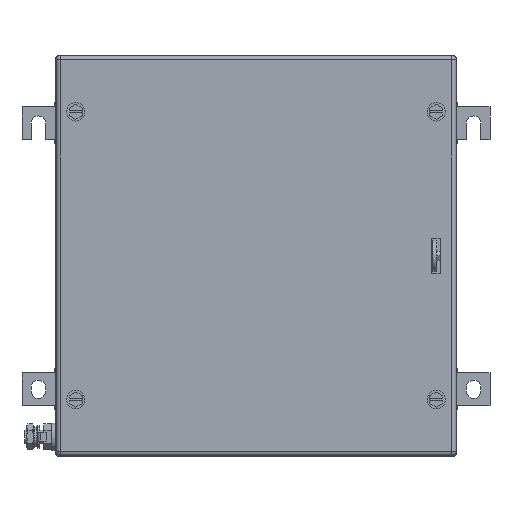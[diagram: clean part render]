
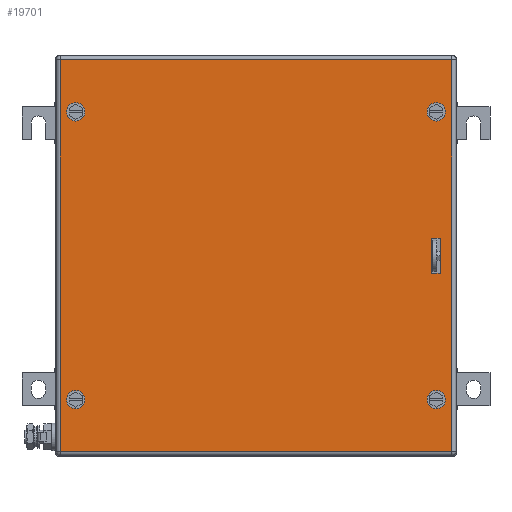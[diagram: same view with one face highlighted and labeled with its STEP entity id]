
A CAD part, top view. The second image highlights one B-rep face of the part: STEP entity #19701.
In plain terms, the highlighted planar face has unit normal (0, 0, 1).
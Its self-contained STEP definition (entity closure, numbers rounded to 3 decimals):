
#19541=AXIS2_PLACEMENT_3D('Circle Axis2P3D',#19539,#19540,$) ;
#19568=AXIS2_PLACEMENT_3D('Plane Axis2P3D',#19565,#19566,#19567) ;
#19606=AXIS2_PLACEMENT_3D('Circle Axis2P3D',#19604,#19605,$) ;
#19615=AXIS2_PLACEMENT_3D('Circle Axis2P3D',#19613,#19614,$) ;
#19624=AXIS2_PLACEMENT_3D('Circle Axis2P3D',#19622,#19623,$) ;
#19633=AXIS2_PLACEMENT_3D('Circle Axis2P3D',#19631,#19632,$) ;
#19642=AXIS2_PLACEMENT_3D('Circle Axis2P3D',#19640,#19641,$) ;
#19651=AXIS2_PLACEMENT_3D('Circle Axis2P3D',#19649,#19650,$) ;
#19660=AXIS2_PLACEMENT_3D('Circle Axis2P3D',#19658,#19659,$) ;
#19536=CARTESIAN_POINT('Vertex',(44.5,262.75,203.5)) ;
#19539=CARTESIAN_POINT('Axis2P3D Location',(41.,262.75,203.5)) ;
#19543=CARTESIAN_POINT('Vertex',(37.5,262.75,203.5)) ;
#19565=CARTESIAN_POINT('Axis2P3D Location',(178.5,153.,203.5)) ;
#19570=CARTESIAN_POINT('Line Origine',(178.5,302.5,203.5)) ;
#19574=CARTESIAN_POINT('Vertex',(328.,302.5,203.5)) ;
#19576=CARTESIAN_POINT('Vertex',(29.,302.5,203.5)) ;
#19579=CARTESIAN_POINT('Line Origine',(29.,153.,203.5)) ;
#19583=CARTESIAN_POINT('Vertex',(29.,3.5,203.5)) ;
#19586=CARTESIAN_POINT('Line Origine',(178.5,3.5,203.5)) ;
#19590=CARTESIAN_POINT('Vertex',(328.,3.5,203.5)) ;
#19593=CARTESIAN_POINT('Line Origine',(328.,153.,203.5)) ;
#19604=CARTESIAN_POINT('Axis2P3D Location',(41.,262.75,203.5)) ;
#19613=CARTESIAN_POINT('Axis2P3D Location',(41.,43.25,203.5)) ;
#19617=CARTESIAN_POINT('Vertex',(37.5,43.25,203.5)) ;
#19619=CARTESIAN_POINT('Vertex',(44.5,43.25,203.5)) ;
#19622=CARTESIAN_POINT('Axis2P3D Location',(41.,43.25,203.5)) ;
#19631=CARTESIAN_POINT('Axis2P3D Location',(316.,43.25,203.5)) ;
#19635=CARTESIAN_POINT('Vertex',(319.5,43.25,203.5)) ;
#19637=CARTESIAN_POINT('Vertex',(312.5,43.25,203.5)) ;
#19640=CARTESIAN_POINT('Axis2P3D Location',(316.,43.25,203.5)) ;
#19649=CARTESIAN_POINT('Axis2P3D Location',(316.,262.75,203.5)) ;
#19653=CARTESIAN_POINT('Vertex',(319.5,262.75,203.5)) ;
#19655=CARTESIAN_POINT('Vertex',(312.5,262.75,203.5)) ;
#19658=CARTESIAN_POINT('Axis2P3D Location',(316.,262.75,203.5)) ;
#19667=CARTESIAN_POINT('Line Origine',(315.75,139.5,203.5)) ;
#19671=CARTESIAN_POINT('Vertex',(319.,139.5,203.5)) ;
#19673=CARTESIAN_POINT('Vertex',(312.5,139.5,203.5)) ;
#19676=CARTESIAN_POINT('Line Origine',(312.5,153.,203.5)) ;
#19680=CARTESIAN_POINT('Vertex',(312.5,166.5,203.5)) ;
#19683=CARTESIAN_POINT('Line Origine',(315.75,166.5,203.5)) ;
#19687=CARTESIAN_POINT('Vertex',(319.,166.5,203.5)) ;
#19690=CARTESIAN_POINT('Line Origine',(319.,153.,203.5)) ;
#19540=DIRECTION('Axis2P3D Direction',(0.,0.,1.)) ;
#19566=DIRECTION('Axis2P3D Direction',(0.,0.,1.)) ;
#19567=DIRECTION('Axis2P3D XDirection',(1.,0.,0.)) ;
#19571=DIRECTION('Vector Direction',(1.,0.,0.)) ;
#19580=DIRECTION('Vector Direction',(0.,-1.,0.)) ;
#19587=DIRECTION('Vector Direction',(1.,0.,0.)) ;
#19594=DIRECTION('Vector Direction',(0.,1.,0.)) ;
#19605=DIRECTION('Axis2P3D Direction',(0.,0.,1.)) ;
#19614=DIRECTION('Axis2P3D Direction',(0.,0.,1.)) ;
#19623=DIRECTION('Axis2P3D Direction',(0.,0.,1.)) ;
#19632=DIRECTION('Axis2P3D Direction',(0.,0.,1.)) ;
#19641=DIRECTION('Axis2P3D Direction',(0.,0.,1.)) ;
#19650=DIRECTION('Axis2P3D Direction',(0.,0.,1.)) ;
#19659=DIRECTION('Axis2P3D Direction',(0.,0.,1.)) ;
#19668=DIRECTION('Vector Direction',(-1.,0.,0.)) ;
#19677=DIRECTION('Vector Direction',(0.,1.,0.)) ;
#19684=DIRECTION('Vector Direction',(1.,0.,0.)) ;
#19691=DIRECTION('Vector Direction',(0.,-1.,0.)) ;
#19572=VECTOR('Line Direction',#19571,1.) ;
#19581=VECTOR('Line Direction',#19580,1.) ;
#19588=VECTOR('Line Direction',#19587,1.) ;
#19595=VECTOR('Line Direction',#19594,1.) ;
#19669=VECTOR('Line Direction',#19668,1.) ;
#19678=VECTOR('Line Direction',#19677,1.) ;
#19685=VECTOR('Line Direction',#19684,1.) ;
#19692=VECTOR('Line Direction',#19691,1.) ;
#19599=ORIENTED_EDGE('',*,*,#19578,.T.) ;
#19600=ORIENTED_EDGE('',*,*,#19585,.T.) ;
#19601=ORIENTED_EDGE('',*,*,#19592,.T.) ;
#19602=ORIENTED_EDGE('',*,*,#19597,.T.) ;
#19610=ORIENTED_EDGE('',*,*,#19608,.F.) ;
#19611=ORIENTED_EDGE('',*,*,#19545,.F.) ;
#19628=ORIENTED_EDGE('',*,*,#19621,.F.) ;
#19629=ORIENTED_EDGE('',*,*,#19626,.F.) ;
#19646=ORIENTED_EDGE('',*,*,#19639,.F.) ;
#19647=ORIENTED_EDGE('',*,*,#19644,.F.) ;
#19664=ORIENTED_EDGE('',*,*,#19657,.F.) ;
#19665=ORIENTED_EDGE('',*,*,#19662,.F.) ;
#19696=ORIENTED_EDGE('',*,*,#19675,.T.) ;
#19697=ORIENTED_EDGE('',*,*,#19682,.T.) ;
#19698=ORIENTED_EDGE('',*,*,#19689,.T.) ;
#19699=ORIENTED_EDGE('',*,*,#19694,.T.) ;
#19612=FACE_BOUND('',#19609,.T.) ;
#19630=FACE_BOUND('',#19627,.T.) ;
#19648=FACE_BOUND('',#19645,.T.) ;
#19666=FACE_BOUND('',#19663,.T.) ;
#19700=FACE_BOUND('',#19695,.T.) ;
#19701=ADVANCED_FACE('ZUB_KTB_MH_303020_0GP_AllCATPart.2\\ZUB_DE_KTB_MH_306x306.1\\DE_KTB_MH_PART_MASTER.1\\Koerper.2',(#19603,#19612,#19630,#19648,#19666,#19700),#19569,.T.) ;
#19542=CIRCLE('generated circle',#19541,3.5) ;
#19607=CIRCLE('generated circle',#19606,3.5) ;
#19616=CIRCLE('generated circle',#19615,3.5) ;
#19625=CIRCLE('generated circle',#19624,3.5) ;
#19634=CIRCLE('generated circle',#19633,3.5) ;
#19643=CIRCLE('generated circle',#19642,3.5) ;
#19652=CIRCLE('generated circle',#19651,3.5) ;
#19661=CIRCLE('generated circle',#19660,3.5) ;
#19545=EDGE_CURVE('',#19537,#19544,#19542,.T.) ;
#19578=EDGE_CURVE('',#19575,#19577,#19573,.F.) ;
#19585=EDGE_CURVE('',#19577,#19584,#19582,.T.) ;
#19592=EDGE_CURVE('',#19584,#19591,#19589,.T.) ;
#19597=EDGE_CURVE('',#19591,#19575,#19596,.T.) ;
#19608=EDGE_CURVE('',#19544,#19537,#19607,.T.) ;
#19621=EDGE_CURVE('',#19618,#19620,#19616,.T.) ;
#19626=EDGE_CURVE('',#19620,#19618,#19625,.T.) ;
#19639=EDGE_CURVE('',#19636,#19638,#19634,.T.) ;
#19644=EDGE_CURVE('',#19638,#19636,#19643,.T.) ;
#19657=EDGE_CURVE('',#19654,#19656,#19652,.T.) ;
#19662=EDGE_CURVE('',#19656,#19654,#19661,.T.) ;
#19675=EDGE_CURVE('',#19672,#19674,#19670,.T.) ;
#19682=EDGE_CURVE('',#19674,#19681,#19679,.T.) ;
#19689=EDGE_CURVE('',#19681,#19688,#19686,.T.) ;
#19694=EDGE_CURVE('',#19688,#19672,#19693,.T.) ;
#19598=EDGE_LOOP('',(#19599,#19600,#19601,#19602)) ;
#19609=EDGE_LOOP('',(#19610,#19611)) ;
#19627=EDGE_LOOP('',(#19628,#19629)) ;
#19645=EDGE_LOOP('',(#19646,#19647)) ;
#19663=EDGE_LOOP('',(#19664,#19665)) ;
#19695=EDGE_LOOP('',(#19696,#19697,#19698,#19699)) ;
#19603=FACE_OUTER_BOUND('',#19598,.T.) ;
#19573=LINE('Line',#19570,#19572) ;
#19582=LINE('Line',#19579,#19581) ;
#19589=LINE('Line',#19586,#19588) ;
#19596=LINE('Line',#19593,#19595) ;
#19670=LINE('Line',#19667,#19669) ;
#19679=LINE('Line',#19676,#19678) ;
#19686=LINE('Line',#19683,#19685) ;
#19693=LINE('Line',#19690,#19692) ;
#19569=PLANE('',#19568) ;
#19537=VERTEX_POINT('',#19536) ;
#19544=VERTEX_POINT('',#19543) ;
#19575=VERTEX_POINT('',#19574) ;
#19577=VERTEX_POINT('',#19576) ;
#19584=VERTEX_POINT('',#19583) ;
#19591=VERTEX_POINT('',#19590) ;
#19618=VERTEX_POINT('',#19617) ;
#19620=VERTEX_POINT('',#19619) ;
#19636=VERTEX_POINT('',#19635) ;
#19638=VERTEX_POINT('',#19637) ;
#19654=VERTEX_POINT('',#19653) ;
#19656=VERTEX_POINT('',#19655) ;
#19672=VERTEX_POINT('',#19671) ;
#19674=VERTEX_POINT('',#19673) ;
#19681=VERTEX_POINT('',#19680) ;
#19688=VERTEX_POINT('',#19687) ;
